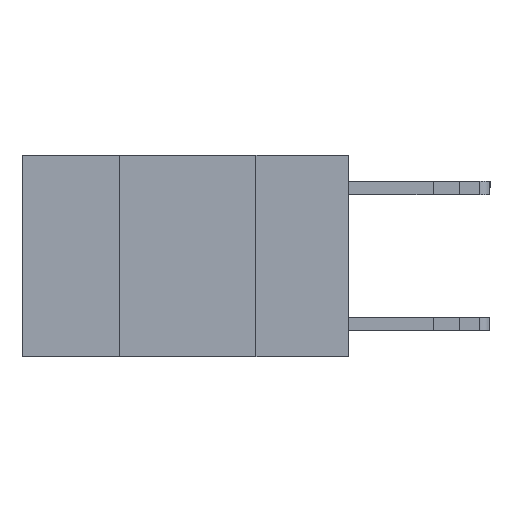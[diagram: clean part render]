
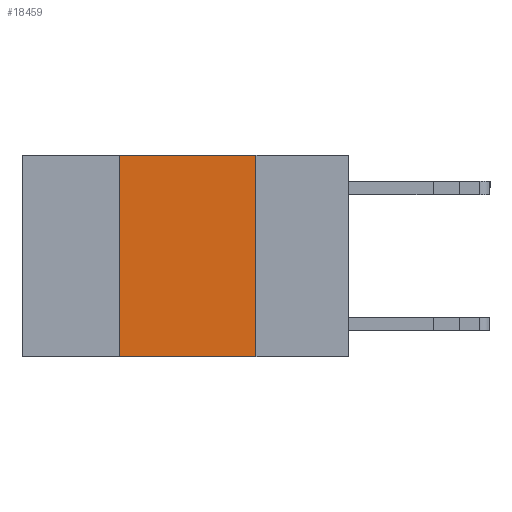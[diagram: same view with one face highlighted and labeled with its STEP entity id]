
A CAD part, left-side view. The second image highlights one B-rep face of the part: STEP entity #18459.
In plain terms, the highlighted planar face has unit normal (-1, 0, 0).
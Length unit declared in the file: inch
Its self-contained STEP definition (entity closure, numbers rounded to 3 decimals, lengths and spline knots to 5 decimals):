
#334 = ORIENTED_EDGE ( 'NONE', *, *, #14583, .F. ) ;
#1109 = FACE_OUTER_BOUND ( 'NONE', #18026, .T. ) ;
#1213 = CARTESIAN_POINT ( 'NONE',  ( 0., 0.6, 0. ) ) ;
#2563 = EDGE_CURVE ( 'NONE', #4955, #9169, #6417, .T. ) ;
#2579 = DIRECTION ( 'NONE',  ( 1., 0., 0. ) ) ;
#3625 = EDGE_CURVE ( 'NONE', #9010, #18599, #8679, .T. ) ;
#3777 = DIRECTION ( 'NONE',  ( 0., -1., 0. ) ) ;
#4023 = CARTESIAN_POINT ( 'NONE',  ( 0., 0.6, 0. ) ) ;
#4469 = VECTOR ( 'NONE', #6658, 39.37008 ) ;
#4955 = VERTEX_POINT ( 'NONE', #5921 ) ;
#5921 = CARTESIAN_POINT ( 'NONE',  ( 0., 0.42, -0.37 ) ) ;
#5977 = LINE ( 'NONE', #16425, #12984 ) ;
#6417 = LINE ( 'NONE', #12611, #10784 ) ;
#6658 = DIRECTION ( 'NONE',  ( 0., 0., -1. ) ) ;
#7260 = CARTESIAN_POINT ( 'NONE',  ( 0., 0.42, 0. ) ) ;
#7289 = ORIENTED_EDGE ( 'NONE', *, *, #2563, .T. ) ;
#7514 = VECTOR ( 'NONE', #18981, 39.37008 ) ;
#8186 = ORIENTED_EDGE ( 'NONE', *, *, #10405, .F. ) ;
#8679 = LINE ( 'NONE', #1213, #7514 ) ;
#9010 = VERTEX_POINT ( 'NONE', #7260 ) ;
#9169 = VERTEX_POINT ( 'NONE', #13670 ) ;
#9655 = LINE ( 'NONE', #10927, #4469 ) ;
#10405 = EDGE_CURVE ( 'NONE', #18599, #9169, #9655, .T. ) ;
#10784 = VECTOR ( 'NONE', #3777, 39.37008 ) ;
#10927 = CARTESIAN_POINT ( 'NONE',  ( 0., 0.17, 0. ) ) ;
#12611 = CARTESIAN_POINT ( 'NONE',  ( 0., 0.6, -0.37 ) ) ;
#12984 = VECTOR ( 'NONE', #18084, 39.37008 ) ;
#13242 = CARTESIAN_POINT ( 'NONE',  ( 0., 0.17, 0. ) ) ;
#13670 = CARTESIAN_POINT ( 'NONE',  ( 0., 0.17, -0.37 ) ) ;
#14190 = AXIS2_PLACEMENT_3D ( 'NONE', #4023, #2579, #15302 ) ;
#14583 = EDGE_CURVE ( 'NONE', #4955, #9010, #5977, .T. ) ;
#14678 = ORIENTED_EDGE ( 'NONE', *, *, #3625, .F. ) ;
#15302 = DIRECTION ( 'NONE',  ( 0., 0., -1. ) ) ;
#16425 = CARTESIAN_POINT ( 'NONE',  ( 0., 0.42, 0. ) ) ;
#18026 = EDGE_LOOP ( 'NONE', ( #8186, #14678, #334, #7289 ) ) ;
#18084 = DIRECTION ( 'NONE',  ( 0., 0., 1. ) ) ;
#18459 = ADVANCED_FACE ( 'NONE', ( #1109 ), #18875, .F. ) ;
#18599 = VERTEX_POINT ( 'NONE', #13242 ) ;
#18875 = PLANE ( 'NONE',  #14190 ) ;
#18981 = DIRECTION ( 'NONE',  ( 0., -1., 0. ) ) ;
